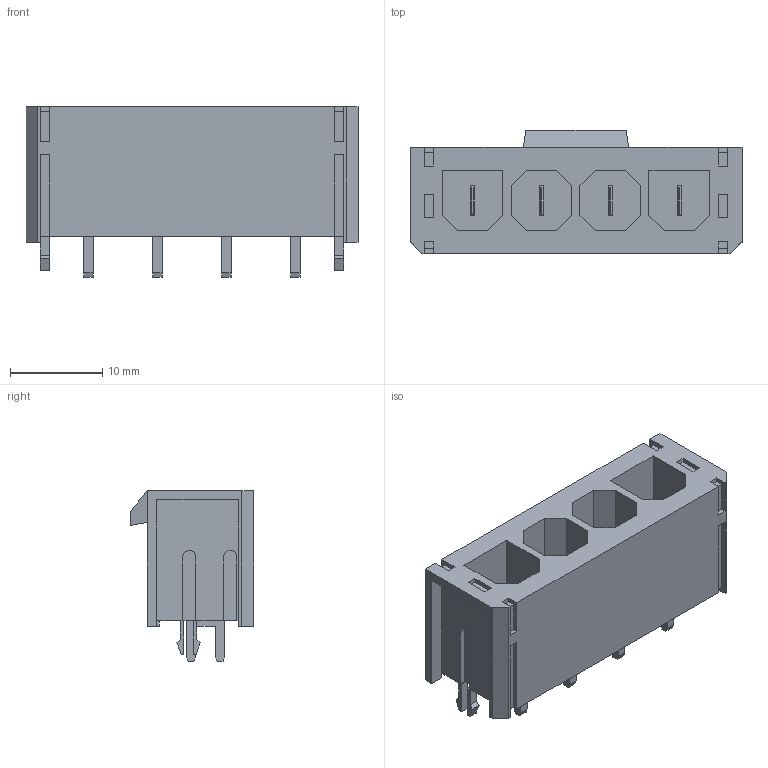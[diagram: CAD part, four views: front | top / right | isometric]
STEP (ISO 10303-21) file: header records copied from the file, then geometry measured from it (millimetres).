
FILE_DESCRIPTION((''),'2;1');
FILE_NAME('MOLEX_43160-2104.stp','2013-12-03T17:09:58',(''),(''),'Mechanical Desktop 2011','Mechanical Desktop 2011',', , ');
FILE_SCHEMA(('AUTOMOTIVE_DESIGN { 1 2 10303 214 1 1 1 1 }'));
Length unit declared in the file: millimetre
Products named in the file (1): Product
Bounding box: 36.07 x 13.39 x 18.57 mm (x, y, z)
Volume: 3349.6 mm3; surface area: 4061.8 mm2
Topology: 9 solids, 9 shells, 281 faces, 731 edges, 474 vertices
Faces by surface type: plane 253, bspline 24, cylinder 4
Entity records: 8417 total; most frequent: CARTESIAN_POINT 1559, ORIENTED_EDGE 1462, DIRECTION 1255, EDGE_CURVE 731, VECTOR 723, LINE 723, VERTEX_POINT 474, EDGE_LOOP 287
